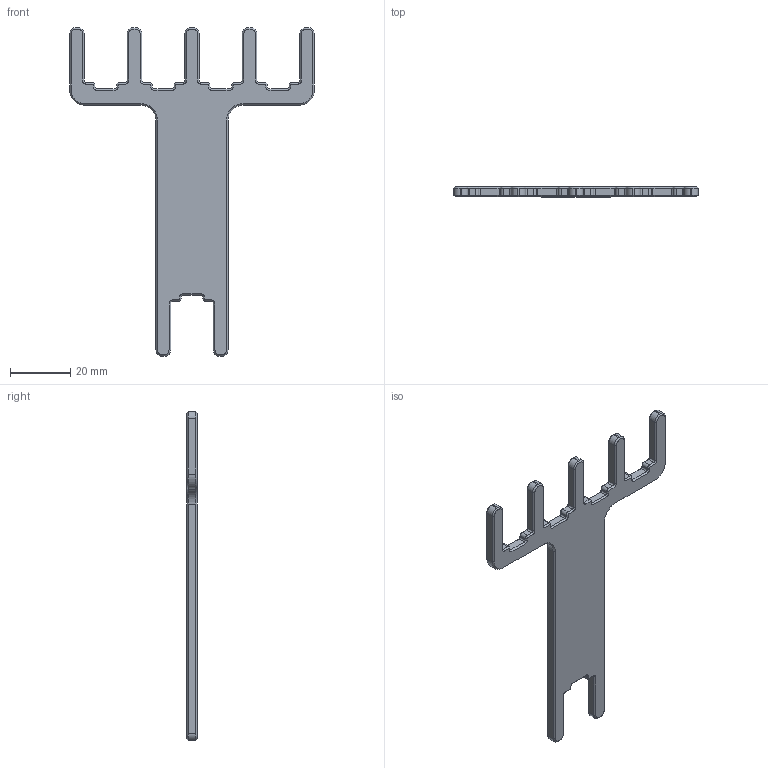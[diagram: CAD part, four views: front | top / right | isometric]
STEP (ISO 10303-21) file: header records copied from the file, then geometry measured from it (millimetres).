
FILE_DESCRIPTION (( 'STEP AP203' ), '1' );
FILE_NAME ('Fork_1905.STEP', '2022-01-16T23:03:06', ( '' ), ( '' ), 'SwSTEP 2.0', 'SolidWorks 2021', '' );
FILE_SCHEMA (( 'CONFIG_CONTROL_DESIGN' ));
Length unit declared in the file: millimetre
Products named in the file (1): Fork_1905
Bounding box: 81.05 x 3.4 x 108.9 mm (x, y, z)
Volume: 9014 mm3; surface area: 6934.7 mm2
Topology: 1 solids, 1 shells, 290 faces, 672 edges, 384 vertices
Faces by surface type: plane 146, cone 96, cylinder 48
Entity records: 8069 total; most frequent: DIRECTION 1446, CARTESIAN_POINT 1347, ORIENTED_EDGE 1344, EDGE_CURVE 672, AXIS2_PLACEMENT_3D 483, LINE 480, VECTOR 480, VERTEX_POINT 384
